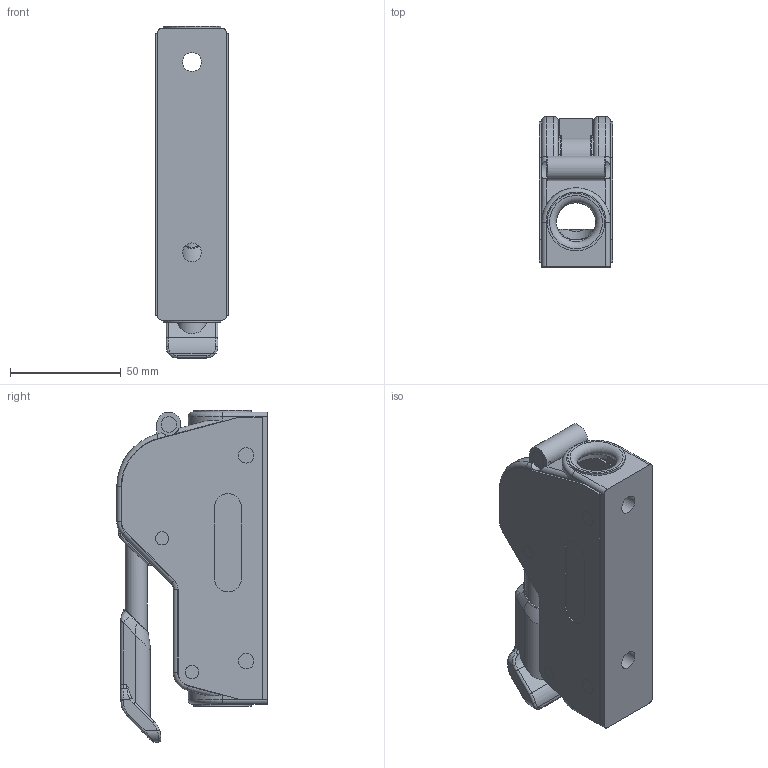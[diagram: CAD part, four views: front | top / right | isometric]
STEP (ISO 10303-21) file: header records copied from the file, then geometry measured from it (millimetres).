
FILE_DESCRIPTION(/* description */ (''),/* implementation_level */ '2;1');
FILE_NAME(/* name */ '507.111.stp',/* time_stamp */ '2018-06-25T14:28:48+02:00',/* author */ ('gianni'),/* organization */ (''),/* preprocessor_version */ 'ST-DEVELOPER v16.5',/* originating_system */ 'Autodesk Inventor 2017',/* authorisation */ '');
FILE_SCHEMA (('AUTOMOTIVE_DESIGN { 1 0 10303 214 3 1 1 }'));
Length unit declared in the file: millimetre
Products named in the file (1): 18062500
Bounding box: 33 x 68 x 150.06 mm (x, y, z)
Volume: 142719.1 mm3; surface area: 52039.5 mm2
Topology: 1 solids, 4 shells, 390 faces, 990 edges, 620 vertices
Faces by surface type: cylinder 158, plane 147, torus 46, bspline 27, cone 6, sphere 6
Full cylindrical faces by diameter (mm): 4 x3, 5 x2, 6 x4, 7 x6, 8 x1, 8.5 x2, 10 x1, 11 x1, 17 x3, 19.6 x2, 20 x2, 26 x2
Entity records: 13981 total; most frequent: CARTESIAN_POINT 4649, DIRECTION 2021, ORIENTED_EDGE 1872, EDGE_CURVE 936, AXIS2_PLACEMENT_3D 787, VERTEX_POINT 605, EDGE_LOOP 459, LINE 447
